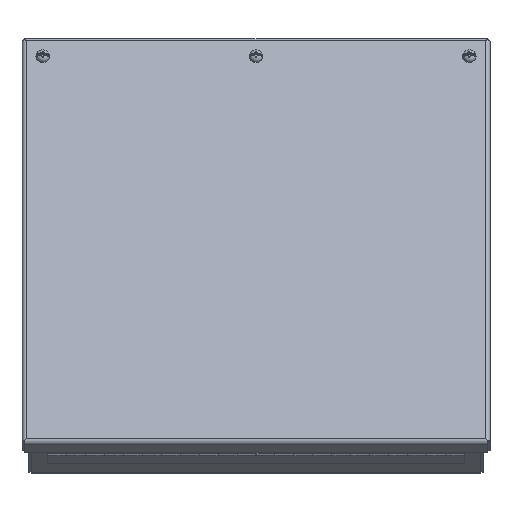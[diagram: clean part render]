
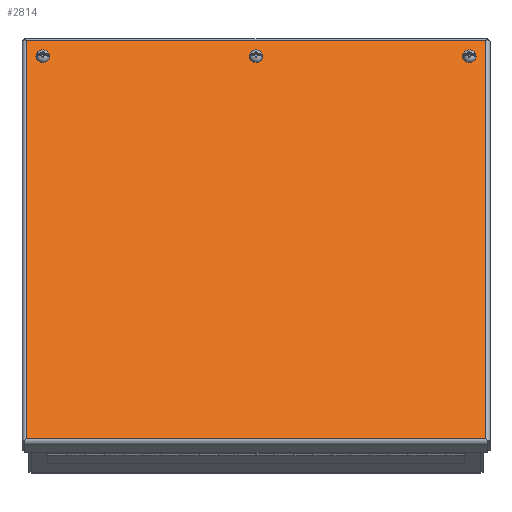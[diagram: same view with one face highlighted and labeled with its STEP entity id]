
A CAD part, front view. The second image highlights one B-rep face of the part: STEP entity #2814.
In plain terms, the highlighted planar face has unit normal (0, -0.866, 0.5).
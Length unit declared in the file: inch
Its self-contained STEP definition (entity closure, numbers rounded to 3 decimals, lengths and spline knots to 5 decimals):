
#160 = VERTEX_POINT ( 'NONE', #270 ) ;
#270 = CARTESIAN_POINT ( 'NONE',  ( -6.0635, -9.35742, 0.91606 ) ) ;
#355 = AXIS2_PLACEMENT_3D ( 'NONE', #15632, #8979, #11615 ) ;
#696 = LINE ( 'NONE', #6235, #14219 ) ;
#840 = CIRCLE ( 'NONE', #9878, 0.125 ) ;
#915 = EDGE_CURVE ( 'NONE', #17859, #12853, #4255, .T. ) ;
#978 = DIRECTION ( 'NONE',  ( 0., 0.866, -0.5 ) ) ;
#1302 = CARTESIAN_POINT ( 'NONE',  ( 0., -3.59942, 10.88921 ) ) ;
#2171 = ORIENTED_EDGE ( 'NONE', *, *, #4841, .T. ) ;
#2336 = CARTESIAN_POINT ( 'NONE',  ( 0., -3.53692, 10.99746 ) ) ;
#2558 = CARTESIAN_POINT ( 'NONE',  ( 6.1715, -9.41142, 0.82253 ) ) ;
#2566 = DIRECTION ( 'NONE',  ( 0., 0.5, 0.866 ) ) ;
#2567 = DIRECTION ( 'NONE',  ( 0., 0.866, -0.5 ) ) ;
#2604 = EDGE_CURVE ( 'NONE', #7968, #160, #14657, .T. ) ;
#2655 = AXIS2_PLACEMENT_3D ( 'NONE', #9558, #3931, #2566 ) ;
#2814 = ADVANCED_FACE ( 'NONE', ( #5288, #15102, #13378, #10910 ), #10826, .F. ) ;
#3340 = DIRECTION ( 'NONE',  ( 0., 0.5, 0.866 ) ) ;
#3837 = DIRECTION ( 'NONE',  ( 0., -0.5, -0.866 ) ) ;
#3844 = ORIENTED_EDGE ( 'NONE', *, *, #14481, .F. ) ;
#3931 = DIRECTION ( 'NONE',  ( 0., 0.866, -0.5 ) ) ;
#3955 = VERTEX_POINT ( 'NONE', #12482 ) ;
#3971 = VERTEX_POINT ( 'NONE', #16766 ) ;
#4188 = AXIS2_PLACEMENT_3D ( 'NONE', #15873, #15787, #7411 ) ;
#4255 = CIRCLE ( 'NONE', #10636, 0.125 ) ;
#4448 = CARTESIAN_POINT ( 'NONE',  ( 6.0635, -9.41142, 0.82253 ) ) ;
#4746 = CARTESIAN_POINT ( 'NONE',  ( 6.1715, -9.35742, 0.91606 ) ) ;
#4841 = EDGE_CURVE ( 'NONE', #6894, #8649, #14644, .T. ) ;
#5288 = FACE_BOUND ( 'NONE', #17991, .T. ) ;
#6145 = ORIENTED_EDGE ( 'NONE', *, *, #10723, .T. ) ;
#6235 = CARTESIAN_POINT ( 'NONE',  ( 6.1715, -3.29392, 11.41835 ) ) ;
#6519 = DIRECTION ( 'NONE',  ( 0., 0.5, 0.866 ) ) ;
#6894 = VERTEX_POINT ( 'NONE', #8910 ) ;
#7037 = CIRCLE ( 'NONE', #355, 0.125 ) ;
#7349 = DIRECTION ( 'NONE',  ( 0., 0.5, 0.866 ) ) ;
#7360 = EDGE_CURVE ( 'NONE', #10321, #17740, #840, .T. ) ;
#7411 = DIRECTION ( 'NONE',  ( 0., 0.5, 0.866 ) ) ;
#7549 = VECTOR ( 'NONE', #10162, 39.37008 ) ;
#7968 = VERTEX_POINT ( 'NONE', #14273 ) ;
#8097 = DIRECTION ( 'NONE',  ( 0., 0.866, -0.5 ) ) ;
#8184 = ORIENTED_EDGE ( 'NONE', *, *, #2604, .F. ) ;
#8209 = DIRECTION ( 'NONE',  ( 0., 0.5, 0.866 ) ) ;
#8319 = CARTESIAN_POINT ( 'NONE',  ( -5.625, -3.47442, 11.10572 ) ) ;
#8363 = CARTESIAN_POINT ( 'NONE',  ( -6.0635, -9.41142, 0.82253 ) ) ;
#8392 = EDGE_CURVE ( 'NONE', #3971, #3955, #696, .T. ) ;
#8642 = AXIS2_PLACEMENT_3D ( 'NONE', #2558, #8097, #3837 ) ;
#8649 = VERTEX_POINT ( 'NONE', #8319 ) ;
#8910 = CARTESIAN_POINT ( 'NONE',  ( -5.625, -3.59942, 10.88921 ) ) ;
#8979 = DIRECTION ( 'NONE',  ( 0., 0.866, -0.5 ) ) ;
#9558 = CARTESIAN_POINT ( 'NONE',  ( -5.625, -3.53692, 10.99746 ) ) ;
#9878 = AXIS2_PLACEMENT_3D ( 'NONE', #12108, #2567, #8209 ) ;
#10037 = CARTESIAN_POINT ( 'NONE',  ( 5.625, -3.47442, 11.10572 ) ) ;
#10059 = DIRECTION ( 'NONE',  ( 1., 0., 0. ) ) ;
#10162 = DIRECTION ( 'NONE',  ( 0., -0.5, -0.866 ) ) ;
#10321 = VERTEX_POINT ( 'NONE', #15035 ) ;
#10588 = ORIENTED_EDGE ( 'NONE', *, *, #14577, .F. ) ;
#10636 = AXIS2_PLACEMENT_3D ( 'NONE', #2336, #978, #6519 ) ;
#10723 = EDGE_CURVE ( 'NONE', #12853, #17859, #7037, .T. ) ;
#10826 = PLANE ( 'NONE',  #8642 ) ;
#10910 = FACE_BOUND ( 'NONE', #14332, .T. ) ;
#11022 = EDGE_LOOP ( 'NONE', ( #10588, #8184, #3844, #15642 ) ) ;
#11615 = DIRECTION ( 'NONE',  ( 0., 0.5, 0.866 ) ) ;
#12047 = ORIENTED_EDGE ( 'NONE', *, *, #915, .T. ) ;
#12108 = CARTESIAN_POINT ( 'NONE',  ( 5.625, -3.53692, 10.99746 ) ) ;
#12178 = AXIS2_PLACEMENT_3D ( 'NONE', #15805, #13334, #3340 ) ;
#12482 = CARTESIAN_POINT ( 'NONE',  ( 6.0635, -3.29392, 11.41835 ) ) ;
#12853 = VERTEX_POINT ( 'NONE', #1302 ) ;
#12897 = LINE ( 'NONE', #8363, #14827 ) ;
#13334 = DIRECTION ( 'NONE',  ( 0., 0.866, -0.5 ) ) ;
#13365 = EDGE_CURVE ( 'NONE', #17740, #10321, #17422, .T. ) ;
#13378 = FACE_OUTER_BOUND ( 'NONE', #11022, .T. ) ;
#13724 = ORIENTED_EDGE ( 'NONE', *, *, #15242, .T. ) ;
#13769 = EDGE_LOOP ( 'NONE', ( #16191, #15957 ) ) ;
#14178 = LINE ( 'NONE', #4448, #7549 ) ;
#14219 = VECTOR ( 'NONE', #10059, 39.37008 ) ;
#14273 = CARTESIAN_POINT ( 'NONE',  ( 6.0635, -9.35742, 0.91606 ) ) ;
#14332 = EDGE_LOOP ( 'NONE', ( #12047, #6145 ) ) ;
#14472 = DIRECTION ( 'NONE',  ( -1., 0., 0. ) ) ;
#14481 = EDGE_CURVE ( 'NONE', #3955, #7968, #14178, .T. ) ;
#14577 = EDGE_CURVE ( 'NONE', #160, #3971, #12897, .T. ) ;
#14644 = CIRCLE ( 'NONE', #4188, 0.125 ) ;
#14657 = LINE ( 'NONE', #4746, #14757 ) ;
#14757 = VECTOR ( 'NONE', #14472, 39.37008 ) ;
#14827 = VECTOR ( 'NONE', #7349, 39.37008 ) ;
#15035 = CARTESIAN_POINT ( 'NONE',  ( 5.625, -3.59942, 10.88921 ) ) ;
#15102 = FACE_BOUND ( 'NONE', #13769, .T. ) ;
#15242 = EDGE_CURVE ( 'NONE', #8649, #6894, #15438, .T. ) ;
#15438 = CIRCLE ( 'NONE', #2655, 0.125 ) ;
#15632 = CARTESIAN_POINT ( 'NONE',  ( 0., -3.53692, 10.99746 ) ) ;
#15642 = ORIENTED_EDGE ( 'NONE', *, *, #8392, .F. ) ;
#15787 = DIRECTION ( 'NONE',  ( 0., 0.866, -0.5 ) ) ;
#15805 = CARTESIAN_POINT ( 'NONE',  ( 5.625, -3.53692, 10.99746 ) ) ;
#15873 = CARTESIAN_POINT ( 'NONE',  ( -5.625, -3.53692, 10.99746 ) ) ;
#15957 = ORIENTED_EDGE ( 'NONE', *, *, #7360, .T. ) ;
#16191 = ORIENTED_EDGE ( 'NONE', *, *, #13365, .T. ) ;
#16766 = CARTESIAN_POINT ( 'NONE',  ( -6.0635, -3.29392, 11.41835 ) ) ;
#17422 = CIRCLE ( 'NONE', #12178, 0.125 ) ;
#17740 = VERTEX_POINT ( 'NONE', #10037 ) ;
#17775 = CARTESIAN_POINT ( 'NONE',  ( 0., -3.47442, 11.10572 ) ) ;
#17859 = VERTEX_POINT ( 'NONE', #17775 ) ;
#17991 = EDGE_LOOP ( 'NONE', ( #13724, #2171 ) ) ;
